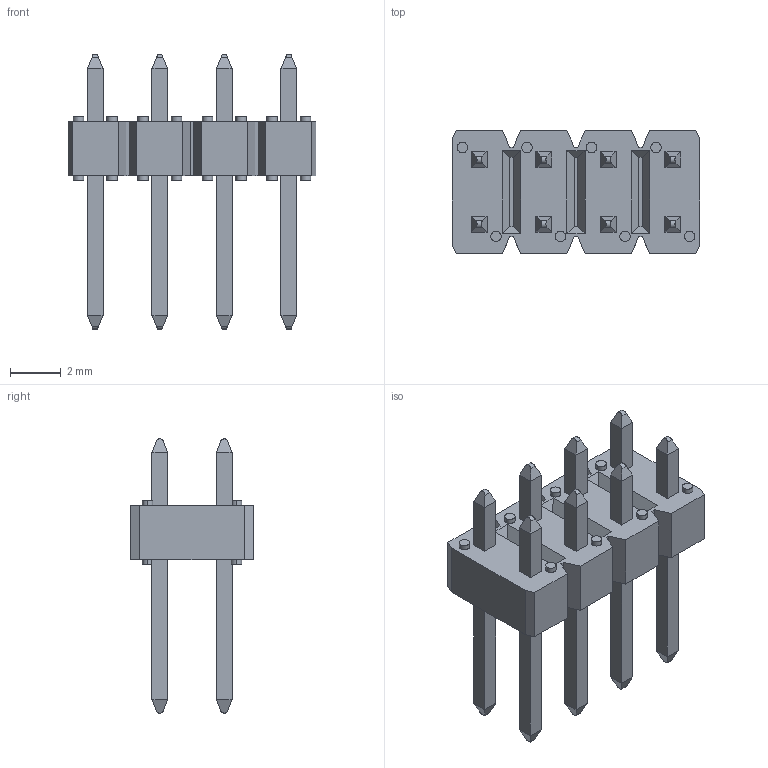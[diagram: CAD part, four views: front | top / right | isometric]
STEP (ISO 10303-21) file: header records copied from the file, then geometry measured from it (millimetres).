
FILE_DESCRIPTION(('STEP AP214'),'1');
FILE_NAME('6885.stp','2016-12-01T15:50:48',('TraceParts'),('TraceParts S.A.'),'Spatial InterOp 3D',' ',' ');
FILE_SCHEMA(('automotive_design'));
Length unit declared in the file: millimetre
Products named in the file (9): 77313_Y01_08_ASM|Next assembly relationship;98470-008; 77313_Y01_08_ASM|Next assembly relationship;77310_Y01
Bounding box: 9.76 x 4.83 x 10.8 mm (x, y, z)
Volume: 118.1 mm3; surface area: 420.7 mm2
Topology: 9 solids, 9 shells, 256 faces, 584 edges, 368 vertices
Faces by surface type: plane 208, cylinder 48
Entity records: 7507 total; most frequent: CARTESIAN_POINT 1601, ORIENTED_EDGE 1168, DIRECTION 1146, EDGE_CURVE 584, LINE 488, VECTOR 488, VERTEX_POINT 368, AXIS2_PLACEMENT_3D 329
